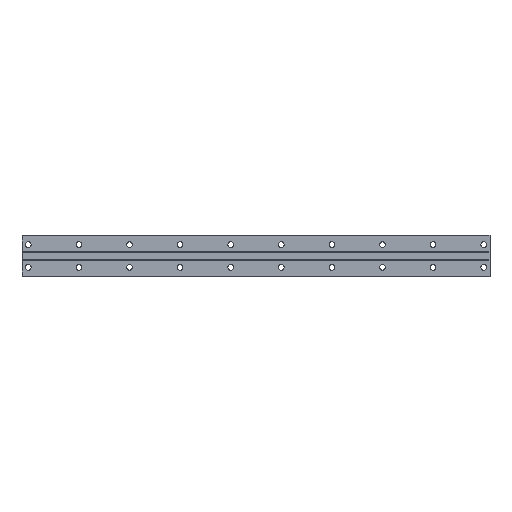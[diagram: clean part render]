
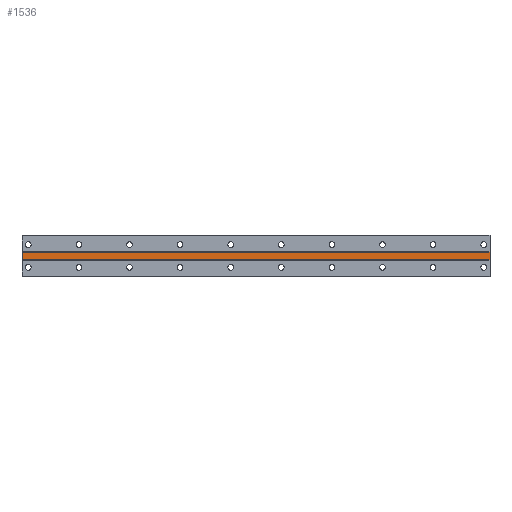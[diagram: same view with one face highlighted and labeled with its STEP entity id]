
A CAD part, front view. The second image highlights one B-rep face of the part: STEP entity #1536.
In plain terms, the highlighted planar face has unit normal (0, -1, 0).
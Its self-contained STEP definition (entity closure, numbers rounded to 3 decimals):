
#94 = VERTEX_POINT ( 'NONE', #3798 ) ;
#162 = EDGE_LOOP ( 'NONE', ( #1687, #974, #2990, #4083 ) ) ;
#253 = VECTOR ( 'NONE', #3672, 1000. ) ;
#256 = CARTESIAN_POINT ( 'NONE',  ( 365., 0.5, 3. ) ) ;
#419 = VECTOR ( 'NONE', #534, 1000. ) ;
#534 = DIRECTION ( 'NONE',  ( 1., 0., 0. ) ) ;
#831 = CARTESIAN_POINT ( 'NONE',  ( 365., 0.5, 3. ) ) ;
#877 = CARTESIAN_POINT ( 'NONE',  ( 365., 0.5, 16.615 ) ) ;
#890 = FACE_OUTER_BOUND ( 'NONE', #162, .T. ) ;
#974 = ORIENTED_EDGE ( 'NONE', *, *, #1140, .F. ) ;
#1017 = EDGE_CURVE ( 'NONE', #2412, #2853, #1779, .T. ) ;
#1043 = LINE ( 'NONE', #1696, #253 ) ;
#1140 = EDGE_CURVE ( 'NONE', #3057, #94, #3171, .T. ) ;
#1301 = EDGE_CURVE ( 'NONE', #2853, #94, #1043, .T. ) ;
#1476 = DIRECTION ( 'NONE',  ( 0., 0., -1. ) ) ;
#1536 = ADVANCED_FACE ( 'NONE', ( #890 ), #2189, .F. ) ;
#1542 = DIRECTION ( 'NONE',  ( 0., 1., 0. ) ) ;
#1687 = ORIENTED_EDGE ( 'NONE', *, *, #1301, .T. ) ;
#1696 = CARTESIAN_POINT ( 'NONE',  ( 365., 0.5, -3. ) ) ;
#1779 = LINE ( 'NONE', #1820, #2120 ) ;
#1820 = CARTESIAN_POINT ( 'NONE',  ( -5., 0.5, 16.615 ) ) ;
#1870 = LINE ( 'NONE', #2132, #419 ) ;
#2113 = VECTOR ( 'NONE', #2548, 1000. ) ;
#2120 = VECTOR ( 'NONE', #1476, 1000. ) ;
#2132 = CARTESIAN_POINT ( 'NONE',  ( 365., 0.5, 3. ) ) ;
#2189 = PLANE ( 'NONE',  #2244 ) ;
#2244 = AXIS2_PLACEMENT_3D ( 'NONE', #256, #1542, #3162 ) ;
#2305 = CARTESIAN_POINT ( 'NONE',  ( -5., 0.5, 3. ) ) ;
#2341 = CARTESIAN_POINT ( 'NONE',  ( -5., 0.5, -3. ) ) ;
#2412 = VERTEX_POINT ( 'NONE', #2305 ) ;
#2548 = DIRECTION ( 'NONE',  ( 0., 0., -1. ) ) ;
#2853 = VERTEX_POINT ( 'NONE', #2341 ) ;
#2990 = ORIENTED_EDGE ( 'NONE', *, *, #3034, .F. ) ;
#3034 = EDGE_CURVE ( 'NONE', #2412, #3057, #1870, .T. ) ;
#3057 = VERTEX_POINT ( 'NONE', #831 ) ;
#3162 = DIRECTION ( 'NONE',  ( 0., 0., 1. ) ) ;
#3171 = LINE ( 'NONE', #877, #2113 ) ;
#3672 = DIRECTION ( 'NONE',  ( 1., 0., 0. ) ) ;
#3798 = CARTESIAN_POINT ( 'NONE',  ( 365., 0.5, -3. ) ) ;
#4083 = ORIENTED_EDGE ( 'NONE', *, *, #1017, .T. ) ;
